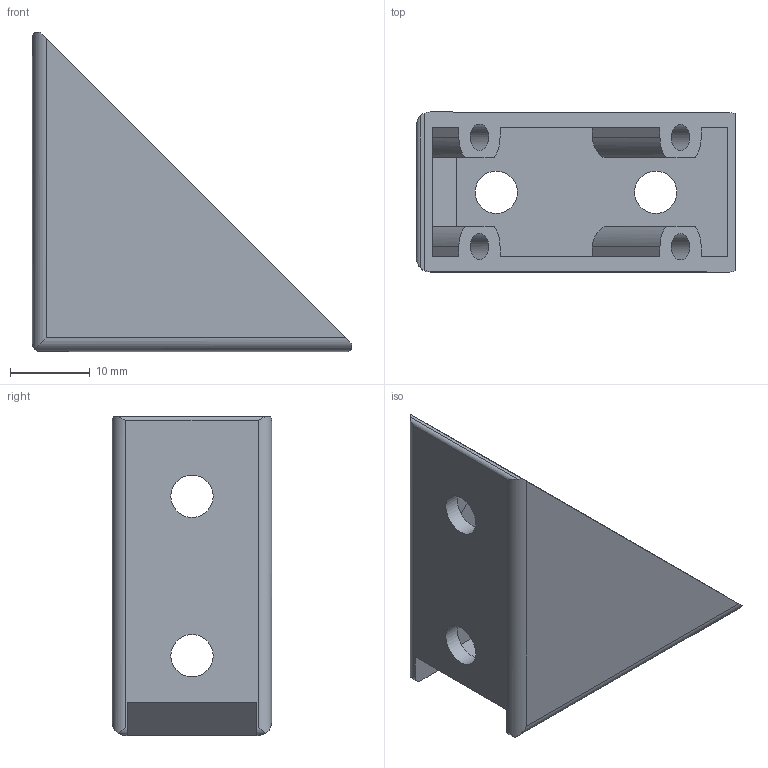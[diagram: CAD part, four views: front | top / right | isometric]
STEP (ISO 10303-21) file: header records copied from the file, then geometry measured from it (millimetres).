
FILE_DESCRIPTION((''),'2;1');
FILE_NAME('Winkel 5 40x40 Zn.stp','2014-01-08T13:01:30',('sh'),(''),'Autodesk Inventor 2013','Autodesk Inventor 2013','');
FILE_SCHEMA(('AUTOMOTIVE_DESIGN { 1 0 10303 214 1 1 1 1 }'));
Length unit declared in the file: millimetre
Products named in the file (1): Winkel 5 40x40 Zn
Bounding box: 40 x 20 x 40 mm (x, y, z)
Volume: 6020.6 mm3; surface area: 6318.2 mm2
Topology: 1 solids, 1 shells, 59 faces, 156 edges, 104 vertices
Faces by surface type: plane 35, cylinder 24
Full cylindrical faces by diameter (mm): 3.3 x4, 5.3 x4
Entity records: 1875 total; most frequent: CARTESIAN_POINT 360, DIRECTION 304, ORIENTED_EDGE 296, EDGE_CURVE 148, AXIS2_PLACEMENT_3D 104, VERTEX_POINT 104, VECTOR 96, LINE 96
